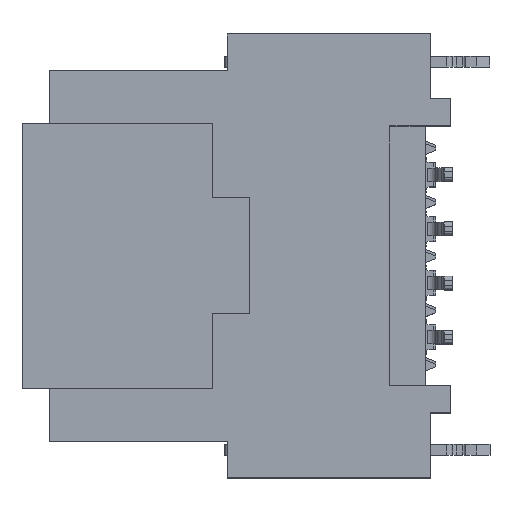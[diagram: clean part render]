
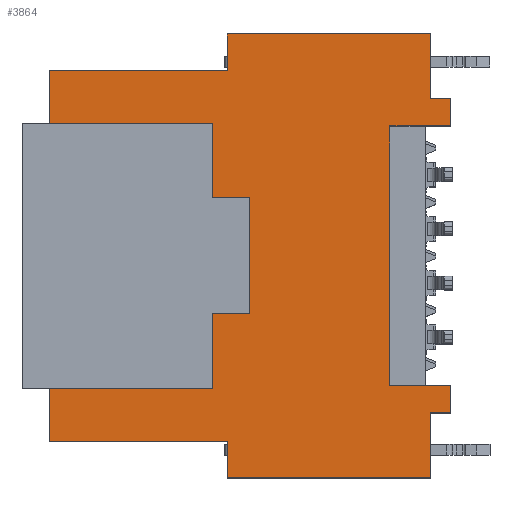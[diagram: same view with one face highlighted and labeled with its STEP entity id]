
A CAD part, top view. The second image highlights one B-rep face of the part: STEP entity #3864.
In plain terms, the highlighted planar face has unit normal (0, 0, 1).
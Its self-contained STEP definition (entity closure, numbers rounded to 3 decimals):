
#621=CARTESIAN_POINT('',(0.,62.842,11.279));
#622=VERTEX_POINT('',#621);
#629=CARTESIAN_POINT('',(6.58,62.842,11.279));
#630=VERTEX_POINT('',#629);
#631=CARTESIAN_POINT('',(0.,62.842,11.279));
#632=DIRECTION('',(1.,0.,0.));
#633=VECTOR('',#632,6.58);
#634=LINE('',#631,#633);
#635=EDGE_CURVE('',#622,#630,#634,.T.);
#921=CARTESIAN_POINT('',(14.1,61.792,11.279));
#922=VERTEX_POINT('',#921);
#929=CARTESIAN_POINT('',(14.85,61.792,11.279));
#930=VERTEX_POINT('',#929);
#931=CARTESIAN_POINT('',(14.1,61.792,11.279));
#932=DIRECTION('',(1.,0.,0.));
#933=VECTOR('',#932,0.75);
#934=LINE('',#931,#933);
#935=EDGE_CURVE('',#922,#930,#934,.T.);
#959=CARTESIAN_POINT('',(14.85,60.792,11.279));
#960=VERTEX_POINT('',#959);
#976=CARTESIAN_POINT('',(14.85,61.792,11.279));
#977=DIRECTION('',(0.,-1.,0.));
#978=VECTOR('',#977,1.);
#979=LINE('',#976,#978);
#980=EDGE_CURVE('',#930,#960,#979,.T.);
#990=CARTESIAN_POINT('',(12.6,60.792,11.279));
#991=VERTEX_POINT('',#990);
#1071=CARTESIAN_POINT('',(14.85,60.792,11.279));
#1072=DIRECTION('',(-1.,0.,0.));
#1073=VECTOR('',#1072,2.25);
#1074=LINE('',#1071,#1073);
#1075=EDGE_CURVE('',#960,#991,#1074,.T.);
#1088=CARTESIAN_POINT('',(14.1,64.192,11.279));
#1089=VERTEX_POINT('',#1088);
#1096=CARTESIAN_POINT('',(14.1,64.192,11.279));
#1097=DIRECTION('',(0.,-1.,0.));
#1098=VECTOR('',#1097,2.4);
#1099=LINE('',#1096,#1098);
#1100=EDGE_CURVE('',#1089,#922,#1099,.T.);
#1144=CARTESIAN_POINT('',(6.58,64.192,11.279));
#1145=VERTEX_POINT('',#1144);
#1152=CARTESIAN_POINT('',(6.58,64.192,11.279));
#1153=DIRECTION('',(1.,0.,0.));
#1154=VECTOR('',#1153,7.52);
#1155=LINE('',#1152,#1154);
#1156=EDGE_CURVE('',#1145,#1089,#1155,.T.);
#1170=CARTESIAN_POINT('',(6.58,62.842,11.279));
#1171=DIRECTION('',(0.,1.,0.));
#1172=VECTOR('',#1171,1.35);
#1173=LINE('',#1170,#1172);
#1174=EDGE_CURVE('',#630,#1145,#1173,.T.);
#2425=CARTESIAN_POINT('',(0.5,58.842,11.279));
#2426=VERTEX_POINT('',#2425);
#2433=CARTESIAN_POINT('',(0.004,59.252,11.279));
#2434=VERTEX_POINT('',#2433);
#2435=CARTESIAN_POINT('',(0.5,58.842,11.279));
#2436=CARTESIAN_POINT('',(0.437,58.842,11.279));
#2437=CARTESIAN_POINT('',(0.374,58.852,11.279));
#2438=CARTESIAN_POINT('',(0.314,58.871,11.279));
#2439=CARTESIAN_POINT('',(0.2,58.929,11.279));
#2440=CARTESIAN_POINT('',(0.11,59.019,11.279));
#2441=CARTESIAN_POINT('',(0.073,59.071,11.279));
#2442=CARTESIAN_POINT('',(0.038,59.14,11.279));
#2443=CARTESIAN_POINT('',(0.017,59.213,11.279));
#2444=CARTESIAN_POINT('',(0.013,59.226,11.279));
#2445=CARTESIAN_POINT('',(0.011,59.239,11.279));
#2446=CARTESIAN_POINT('',(0.008,59.252,11.279));
#2447=B_SPLINE_CURVE_WITH_KNOTS('',5,(#2435,#2436,#2437,#2438,#2439,#2440,#2441,#2442,#2443,#2444,#2445,#2446),.UNSPECIFIED.,.F.,.U.,(6,3,3,6),(0.,0.444,0.889,0.983),.UNSPECIFIED.);
#2448=EDGE_CURVE('',#2426,#2434,#2447,.T.);
#3729=CARTESIAN_POINT('',(3.,58.842,11.279));
#3730=VERTEX_POINT('',#3729);
#3737=CARTESIAN_POINT('',(3.,58.842,11.279));
#3738=DIRECTION('',(-1.,0.,0.));
#3739=VECTOR('',#3738,2.5);
#3740=LINE('',#3737,#3739);
#3741=EDGE_CURVE('',#3730,#2426,#3740,.T.);
#3747=CARTESIAN_POINT('',(7.379,55.992,11.279));
#3748=DIRECTION('',(0.,1.,0.));
#3749=DIRECTION('',(0.,0.,1.));
#3750=AXIS2_PLACEMENT_3D('',#3747,#3749,#3748);
#3751=PLANE('',#3750);
#3752=CARTESIAN_POINT('',(12.6,51.192,11.279));
#3753=VERTEX_POINT('',#3752);
#3754=CARTESIAN_POINT('',(12.6,51.192,11.279));
#3755=DIRECTION('',(0.,1.,0.));
#3756=VECTOR('',#3755,9.6);
#3757=LINE('',#3754,#3756);
#3758=EDGE_CURVE('',#3753,#991,#3757,.T.);
#3759=ORIENTED_EDGE('',*,*,#3758,.T.);
#3760=ORIENTED_EDGE('',*,*,#1075,.F.);
#3761=ORIENTED_EDGE('',*,*,#980,.F.);
#3762=ORIENTED_EDGE('',*,*,#935,.F.);
#3763=ORIENTED_EDGE('',*,*,#1100,.F.);
#3764=ORIENTED_EDGE('',*,*,#1156,.F.);
#3765=ORIENTED_EDGE('',*,*,#1174,.F.);
#3766=ORIENTED_EDGE('',*,*,#635,.F.);
#3767=CARTESIAN_POINT('',(0.,62.842,11.279));
#3768=DIRECTION('',(0.001,-1.,0.));
#3769=VECTOR('',#3768,3.59);
#3770=LINE('',#3767,#3769);
#3771=EDGE_CURVE('',#622,#2434,#3770,.T.);
#3772=ORIENTED_EDGE('',*,*,#3771,.T.);
#3773=ORIENTED_EDGE('',*,*,#2448,.F.);
#3774=ORIENTED_EDGE('',*,*,#3741,.F.);
#3775=CARTESIAN_POINT('',(3.,53.142,11.279));
#3776=VERTEX_POINT('',#3775);
#3777=CARTESIAN_POINT('',(3.,58.842,11.279));
#3778=DIRECTION('',(0.,-1.,0.));
#3779=VECTOR('',#3778,5.7);
#3780=LINE('',#3777,#3779);
#3781=EDGE_CURVE('',#3730,#3776,#3780,.T.);
#3782=ORIENTED_EDGE('',*,*,#3781,.T.);
#3783=CARTESIAN_POINT('',(0.5,53.142,11.279));
#3784=VERTEX_POINT('',#3783);
#3785=CARTESIAN_POINT('',(3.,53.142,11.279));
#3786=DIRECTION('',(-1.,0.,0.));
#3787=VECTOR('',#3786,2.5);
#3788=LINE('',#3785,#3787);
#3789=EDGE_CURVE('',#3776,#3784,#3788,.T.);
#3790=ORIENTED_EDGE('',*,*,#3789,.T.);
#3791=CARTESIAN_POINT('',(0.004,52.732,11.279));
#3792=VERTEX_POINT('',#3791);
#3793=CARTESIAN_POINT('',(0.5,52.642,11.279));
#3794=DIRECTION('',(0.,1.,0.));
#3795=DIRECTION('',(0.,0.,1.));
#3796=AXIS2_PLACEMENT_3D('',#3793,#3795,#3794);
#3797=CIRCLE('',#3796,0.5);
#3798=EDGE_CURVE('',#3784,#3792,#3797,.T.);
#3799=ORIENTED_EDGE('',*,*,#3798,.T.);
#3800=CARTESIAN_POINT('',(0.,49.142,11.279));
#3801=VERTEX_POINT('',#3800);
#3802=CARTESIAN_POINT('',(0.004,52.732,11.279));
#3803=DIRECTION('',(-0.001,-1.,0.));
#3804=VECTOR('',#3803,3.59);
#3805=LINE('',#3802,#3804);
#3806=EDGE_CURVE('',#3792,#3801,#3805,.T.);
#3807=ORIENTED_EDGE('',*,*,#3806,.T.);
#3808=CARTESIAN_POINT('',(6.58,49.142,11.279));
#3809=VERTEX_POINT('',#3808);
#3810=CARTESIAN_POINT('',(0.,49.142,11.279));
#3811=DIRECTION('',(1.,0.,0.));
#3812=VECTOR('',#3811,6.58);
#3813=LINE('',#3810,#3812);
#3814=EDGE_CURVE('',#3801,#3809,#3813,.T.);
#3815=ORIENTED_EDGE('',*,*,#3814,.T.);
#3816=CARTESIAN_POINT('',(6.58,47.792,11.279));
#3817=VERTEX_POINT('',#3816);
#3818=CARTESIAN_POINT('',(6.58,49.142,11.279));
#3819=DIRECTION('',(0.,-1.,0.));
#3820=VECTOR('',#3819,1.35);
#3821=LINE('',#3818,#3820);
#3822=EDGE_CURVE('',#3809,#3817,#3821,.T.);
#3823=ORIENTED_EDGE('',*,*,#3822,.T.);
#3824=CARTESIAN_POINT('',(14.1,47.792,11.279));
#3825=VERTEX_POINT('',#3824);
#3826=CARTESIAN_POINT('',(6.58,47.792,11.279));
#3827=DIRECTION('',(1.,0.,0.));
#3828=VECTOR('',#3827,7.52);
#3829=LINE('',#3826,#3828);
#3830=EDGE_CURVE('',#3817,#3825,#3829,.T.);
#3831=ORIENTED_EDGE('',*,*,#3830,.T.);
#3832=CARTESIAN_POINT('',(14.1,50.192,11.279));
#3833=VERTEX_POINT('',#3832);
#3834=CARTESIAN_POINT('',(14.1,47.792,11.279));
#3835=DIRECTION('',(0.,1.,0.));
#3836=VECTOR('',#3835,2.4);
#3837=LINE('',#3834,#3836);
#3838=EDGE_CURVE('',#3825,#3833,#3837,.T.);
#3839=ORIENTED_EDGE('',*,*,#3838,.T.);
#3840=CARTESIAN_POINT('',(14.85,50.192,11.279));
#3841=VERTEX_POINT('',#3840);
#3842=CARTESIAN_POINT('',(14.1,50.192,11.279));
#3843=DIRECTION('',(1.,0.,0.));
#3844=VECTOR('',#3843,0.75);
#3845=LINE('',#3842,#3844);
#3846=EDGE_CURVE('',#3833,#3841,#3845,.T.);
#3847=ORIENTED_EDGE('',*,*,#3846,.T.);
#3848=CARTESIAN_POINT('',(14.85,51.192,11.279));
#3849=VERTEX_POINT('',#3848);
#3850=CARTESIAN_POINT('',(14.85,50.192,11.279));
#3851=DIRECTION('',(0.,1.,0.));
#3852=VECTOR('',#3851,1.);
#3853=LINE('',#3850,#3852);
#3854=EDGE_CURVE('',#3841,#3849,#3853,.T.);
#3855=ORIENTED_EDGE('',*,*,#3854,.T.);
#3856=CARTESIAN_POINT('',(14.85,51.192,11.279));
#3857=DIRECTION('',(-1.,0.,0.));
#3858=VECTOR('',#3857,2.25);
#3859=LINE('',#3856,#3858);
#3860=EDGE_CURVE('',#3849,#3753,#3859,.T.);
#3861=ORIENTED_EDGE('',*,*,#3860,.T.);
#3862=EDGE_LOOP('',(#3759,#3760,#3761,#3762,#3763,#3764,#3765,#3766,#3772,#3773,#3774,#3782,#3790,#3799,#3807,#3815,#3823,#3831,#3839,#3847,#3855,#3861));
#3863=FACE_OUTER_BOUND('',#3862,.T.);
#3864=ADVANCED_FACE('',(#3863),#3751,.T.);
